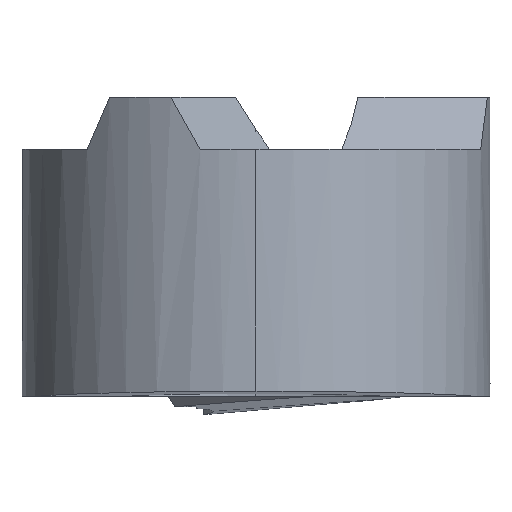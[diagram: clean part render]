
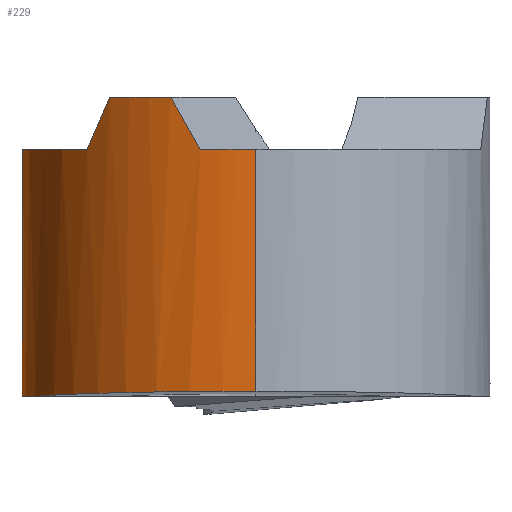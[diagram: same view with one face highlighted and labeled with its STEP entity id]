
A CAD part, left-side view. The second image highlights one B-rep face of the part: STEP entity #229.
In plain terms, the highlighted cylindrical face has radius 4.5 mm (diameter 9 mm), a partial arc.
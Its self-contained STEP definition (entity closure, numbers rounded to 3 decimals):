
#73=(
BOUNDED_CURVE()
B_SPLINE_CURVE(3,(#1460,#1461,#1462,#1463),.UNSPECIFIED.,.F.,.F.)
B_SPLINE_CURVE_WITH_KNOTS((4,4),(0.,1.),.UNSPECIFIED.)
CURVE()
GEOMETRIC_REPRESENTATION_ITEM()
RATIONAL_B_SPLINE_CURVE((1.,0.999,0.999,1.))
REPRESENTATION_ITEM('')
);
#75=(
BOUNDED_CURVE()
B_SPLINE_CURVE(3,(#1472,#1473,#1474,#1475),.UNSPECIFIED.,.F.,.F.)
B_SPLINE_CURVE_WITH_KNOTS((4,4),(0.,1.),.UNSPECIFIED.)
CURVE()
GEOMETRIC_REPRESENTATION_ITEM()
RATIONAL_B_SPLINE_CURVE((1.,0.999,0.999,1.))
REPRESENTATION_ITEM('')
);
#76=(
BOUNDED_CURVE()
B_SPLINE_CURVE(3,(#1479,#1480,#1481,#1482),.UNSPECIFIED.,.F.,.F.)
B_SPLINE_CURVE_WITH_KNOTS((4,4),(0.,1.),.UNSPECIFIED.)
CURVE()
GEOMETRIC_REPRESENTATION_ITEM()
RATIONAL_B_SPLINE_CURVE((1.,0.999,0.999,1.))
REPRESENTATION_ITEM('')
);
#77=(
BOUNDED_CURVE()
B_SPLINE_CURVE(3,(#1486,#1487,#1488,#1489),.UNSPECIFIED.,.F.,.F.)
B_SPLINE_CURVE_WITH_KNOTS((4,4),(0.,1.),.UNSPECIFIED.)
CURVE()
GEOMETRIC_REPRESENTATION_ITEM()
RATIONAL_B_SPLINE_CURVE((1.,0.999,0.999,1.))
REPRESENTATION_ITEM('')
);
#79=(
BOUNDED_CURVE()
B_SPLINE_CURVE(3,(#1507,#1508,#1509,#1510),.UNSPECIFIED.,.F.,.F.)
B_SPLINE_CURVE_WITH_KNOTS((4,4),(0.,1.),.UNSPECIFIED.)
CURVE()
GEOMETRIC_REPRESENTATION_ITEM()
RATIONAL_B_SPLINE_CURVE((1.,0.878,0.878,1.))
REPRESENTATION_ITEM('')
);
#93=CYLINDRICAL_SURFACE('',#924,4.5);
#108=LINE('',#1399,#145);
#109=LINE('',#1417,#146);
#123=LINE('',#1503,#160);
#145=VECTOR('',#1010,1.);
#146=VECTOR('',#1017,1.);
#160=VECTOR('',#1069,1.);
#196=CIRCLE('',#909,4.5);
#197=CIRCLE('',#911,4.5);
#198=CIRCLE('',#917,4.5);
#200=CIRCLE('',#920,4.5);
#201=CIRCLE('',#922,4.5);
#202=CIRCLE('',#923,4.5);
#229=ADVANCED_FACE('',(#282),#93,.T.);
#282=FACE_OUTER_BOUND('',#328,.T.);
#328=EDGE_LOOP('',(#465,#466,#467,#468,#469,#470,#471,#472,#473,#474,#475,
#476,#477,#478,#479));
#465=ORIENTED_EDGE('',*,*,#731,.T.);
#466=ORIENTED_EDGE('',*,*,#686,.T.);
#467=ORIENTED_EDGE('',*,*,#767,.F.);
#468=ORIENTED_EDGE('',*,*,#768,.F.);
#469=ORIENTED_EDGE('',*,*,#769,.F.);
#470=ORIENTED_EDGE('',*,*,#737,.F.);
#471=ORIENTED_EDGE('',*,*,#764,.T.);
#472=ORIENTED_EDGE('',*,*,#754,.F.);
#473=ORIENTED_EDGE('',*,*,#751,.T.);
#474=ORIENTED_EDGE('',*,*,#757,.F.);
#475=ORIENTED_EDGE('',*,*,#766,.T.);
#476=ORIENTED_EDGE('',*,*,#759,.F.);
#477=ORIENTED_EDGE('',*,*,#748,.T.);
#478=ORIENTED_EDGE('',*,*,#761,.F.);
#479=ORIENTED_EDGE('',*,*,#770,.T.);
#606=VERTEX_POINT('',#1188);
#607=VERTEX_POINT('',#1193);
#643=VERTEX_POINT('',#1400);
#648=VERTEX_POINT('',#1416);
#649=VERTEX_POINT('',#1418);
#656=VERTEX_POINT('',#1449);
#657=VERTEX_POINT('',#1450);
#658=VERTEX_POINT('',#1455);
#659=VERTEX_POINT('',#1456);
#660=VERTEX_POINT('',#1464);
#662=VERTEX_POINT('',#1476);
#663=VERTEX_POINT('',#1483);
#664=VERTEX_POINT('',#1490);
#666=VERTEX_POINT('',#1504);
#667=VERTEX_POINT('',#1506);
#686=EDGE_CURVE('',#607,#606,#817,.T.);
#731=EDGE_CURVE('',#643,#607,#108,.T.);
#737=EDGE_CURVE('',#648,#649,#109,.T.);
#748=EDGE_CURVE('',#656,#657,#196,.T.);
#751=EDGE_CURVE('',#658,#659,#197,.T.);
#754=EDGE_CURVE('',#658,#660,#73,.T.);
#757=EDGE_CURVE('',#662,#659,#75,.T.);
#759=EDGE_CURVE('',#656,#663,#76,.T.);
#761=EDGE_CURVE('',#664,#657,#77,.T.);
#764=EDGE_CURVE('',#648,#660,#198,.T.);
#766=EDGE_CURVE('',#662,#663,#200,.T.);
#767=EDGE_CURVE('',#666,#606,#123,.T.);
#768=EDGE_CURVE('',#667,#666,#201,.T.);
#769=EDGE_CURVE('',#649,#667,#79,.T.);
#770=EDGE_CURVE('',#664,#643,#202,.T.);
#817=B_SPLINE_CURVE_WITH_KNOTS('',3,(#1189,#1190,#1191,#1192),
 .UNSPECIFIED.,.F.,.F.,(4,4),(0.,1.),.UNSPECIFIED.);
#909=AXIS2_PLACEMENT_3D('',#1448,#1035,#1036);
#911=AXIS2_PLACEMENT_3D('',#1454,#1041,#1042);
#917=AXIS2_PLACEMENT_3D('',#1498,#1059,#1060);
#920=AXIS2_PLACEMENT_3D('',#1501,#1065,#1066);
#922=AXIS2_PLACEMENT_3D('',#1505,#1070,#1071);
#923=AXIS2_PLACEMENT_3D('',#1511,#1072,#1073);
#924=AXIS2_PLACEMENT_3D('',#1512,#1074,#1075);
#1010=DIRECTION('',(0.,0.,-1.));
#1017=DIRECTION('',(0.,0.,-1.));
#1035=DIRECTION('',(0.,0.,-1.));
#1036=DIRECTION('',(-1.,0.,0.));
#1041=DIRECTION('',(0.,0.,-1.));
#1042=DIRECTION('',(-1.,0.,0.));
#1059=DIRECTION('',(0.,0.,-1.));
#1060=DIRECTION('',(-1.,0.,0.));
#1065=DIRECTION('',(0.,0.,-1.));
#1066=DIRECTION('',(-1.,0.,0.));
#1069=DIRECTION('',(0.,0.,1.));
#1070=DIRECTION('',(0.,0.,-1.));
#1071=DIRECTION('',(1.,0.,0.));
#1072=DIRECTION('',(0.,0.,-1.));
#1073=DIRECTION('',(-1.,0.,0.));
#1074=DIRECTION('',(0.,0.,1.));
#1075=DIRECTION('',(-1.,0.,0.));
#1188=CARTESIAN_POINT('',(3.553,2.762,-2.305));
#1189=CARTESIAN_POINT('',(4.5,0.,-2.484));
#1190=CARTESIAN_POINT('',(4.5,1.,-2.411));
#1191=CARTESIAN_POINT('',(4.167,1.971,-2.347));
#1192=CARTESIAN_POINT('',(3.553,2.762,-2.305));
#1193=CARTESIAN_POINT('',(4.5,0.,-2.484));
#1399=CARTESIAN_POINT('',(4.5,0.,-5.3));
#1400=CARTESIAN_POINT('',(4.5,0.,-0.1));
#1416=CARTESIAN_POINT('',(-4.5,0.,-0.1));
#1417=CARTESIAN_POINT('',(-4.5,0.,-5.3));
#1418=CARTESIAN_POINT('',(-4.5,0.,-4.75));
#1448=CARTESIAN_POINT('',(0.,0.,0.9));
#1449=CARTESIAN_POINT('',(3.512,2.813,0.9));
#1450=CARTESIAN_POINT('',(4.192,1.635,0.9));
#1454=CARTESIAN_POINT('',(0.,0.,0.9));
#1455=CARTESIAN_POINT('',(-4.192,1.635,0.9));
#1456=CARTESIAN_POINT('',(-3.512,2.813,0.9));
#1460=CARTESIAN_POINT('',(-4.192,1.635,0.9));
#1461=CARTESIAN_POINT('',(-4.264,1.452,0.562));
#1462=CARTESIAN_POINT('',(-4.324,1.263,0.228));
#1463=CARTESIAN_POINT('',(-4.371,1.072,-0.1));
#1464=CARTESIAN_POINT('',(-4.371,1.072,-0.1));
#1472=CARTESIAN_POINT('',(-3.113,3.249,-0.1));
#1473=CARTESIAN_POINT('',(-3.256,3.113,0.228));
#1474=CARTESIAN_POINT('',(-3.389,2.967,0.562));
#1475=CARTESIAN_POINT('',(-3.512,2.813,0.9));
#1476=CARTESIAN_POINT('',(-3.113,3.249,-0.1));
#1479=CARTESIAN_POINT('',(3.512,2.813,0.9));
#1480=CARTESIAN_POINT('',(3.389,2.967,0.562));
#1481=CARTESIAN_POINT('',(3.256,3.113,0.228));
#1482=CARTESIAN_POINT('',(3.113,3.249,-0.1));
#1483=CARTESIAN_POINT('',(3.113,3.249,-0.1));
#1486=CARTESIAN_POINT('',(4.371,1.072,-0.1));
#1487=CARTESIAN_POINT('',(4.324,1.263,0.228));
#1488=CARTESIAN_POINT('',(4.264,1.452,0.562));
#1489=CARTESIAN_POINT('',(4.192,1.635,0.9));
#1490=CARTESIAN_POINT('',(4.371,1.072,-0.1));
#1498=CARTESIAN_POINT('',(0.,0.,-0.1));
#1501=CARTESIAN_POINT('',(0.,0.,-0.1));
#1503=CARTESIAN_POINT('',(3.553,2.762,-5.3));
#1504=CARTESIAN_POINT('',(3.553,2.762,-4.85));
#1505=CARTESIAN_POINT('',(0.,0.,-4.85));
#1506=CARTESIAN_POINT('',(-1.5,4.242,-4.85));
#1507=CARTESIAN_POINT('',(-4.5,0.,-4.75));
#1508=CARTESIAN_POINT('',(-4.5,1.973,-4.75));
#1509=CARTESIAN_POINT('',(-3.361,3.585,-4.788));
#1510=CARTESIAN_POINT('',(-1.5,4.242,-4.85));
#1511=CARTESIAN_POINT('',(0.,0.,-0.1));
#1512=CARTESIAN_POINT('',(0.,0.,-5.3));
